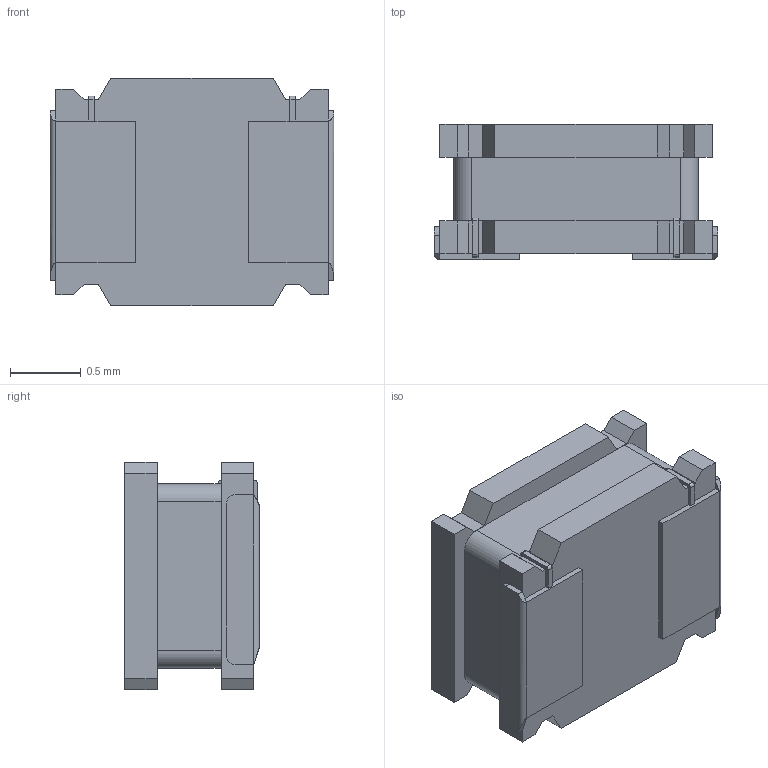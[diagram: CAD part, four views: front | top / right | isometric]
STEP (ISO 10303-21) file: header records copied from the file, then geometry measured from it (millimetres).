
FILE_DESCRIPTION (( 'STEP AP214' ), '1' );
FILE_NAME ('LQH2MCN820K02L.STEP', '2020-01-28T02:31:34', ( '' ), ( '' ), 'SwSTEP 2.0', 'SolidWorks 2017', '' );
FILE_SCHEMA (( 'AUTOMOTIVE_DESIGN' ));
Length unit declared in the file: millimetre
Products named in the file (1): LQH2MCN820K02L
Bounding box: 2 x 0.95 x 1.6 mm (x, y, z)
Volume: 2.4 mm3; surface area: 25.7 mm2
Topology: 7 solids, 7 shells, 104 faces, 258 edges, 168 vertices
Faces by surface type: plane 90, cylinder 14
Entity records: 3118 total; most frequent: CARTESIAN_POINT 543, ORIENTED_EDGE 516, DIRECTION 488, EDGE_CURVE 258, VECTOR 230, LINE 230, VERTEX_POINT 168, AXIS2_PLACEMENT_3D 129
